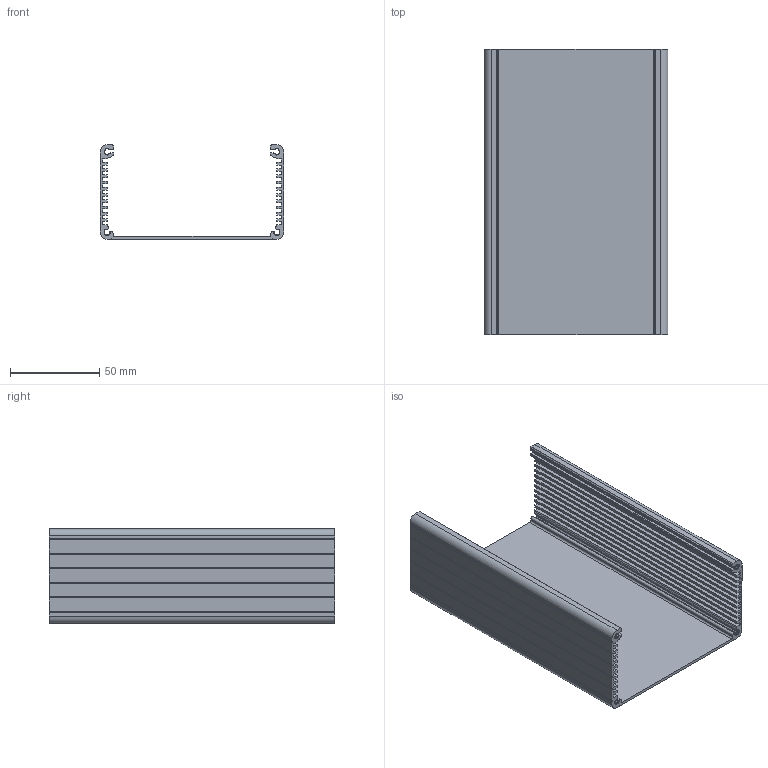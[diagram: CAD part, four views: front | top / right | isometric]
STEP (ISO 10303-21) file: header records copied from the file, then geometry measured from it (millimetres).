
FILE_DESCRIPTION(('FreeCAD Model'),'2;1');
FILE_NAME('case_extrusion.step','2019-09-15T18:49:29',('Author'),(''), 'Open CASCADE STEP processor 7.3','FreeCAD','Unknown');
FILE_SCHEMA(('AUTOMOTIVE_DESIGN { 1 0 10303 214 1 1 1 1 }'));
Length unit declared in the file: millimetre
Products named in the file (2): 1455_Box_and_Cover_160mm; 1455N_Extrusion_160mm
Assembly tree (1 placements, depth 2):
  1455_Box_and_Cover_160mm
    1455N_Extrusion_160mm
Bounding box: 103 x 160 x 53 mm (x, y, z)
Volume: 77526.3 mm3; surface area: 92068.7 mm2
Topology: 1 solids, 1 shells, 224 faces, 666 edges, 444 vertices
Faces by surface type: plane 122, cylinder 102
Entity records: 16557 total; most frequent: CARTESIAN_POINT 3280, DIRECTION 2552, LINE 1590, VECTOR 1590, ORIENTED_EDGE 1332, PCURVE 1332, DEFINITIONAL_REPRESENTATION 1332, EDGE_CURVE 666
